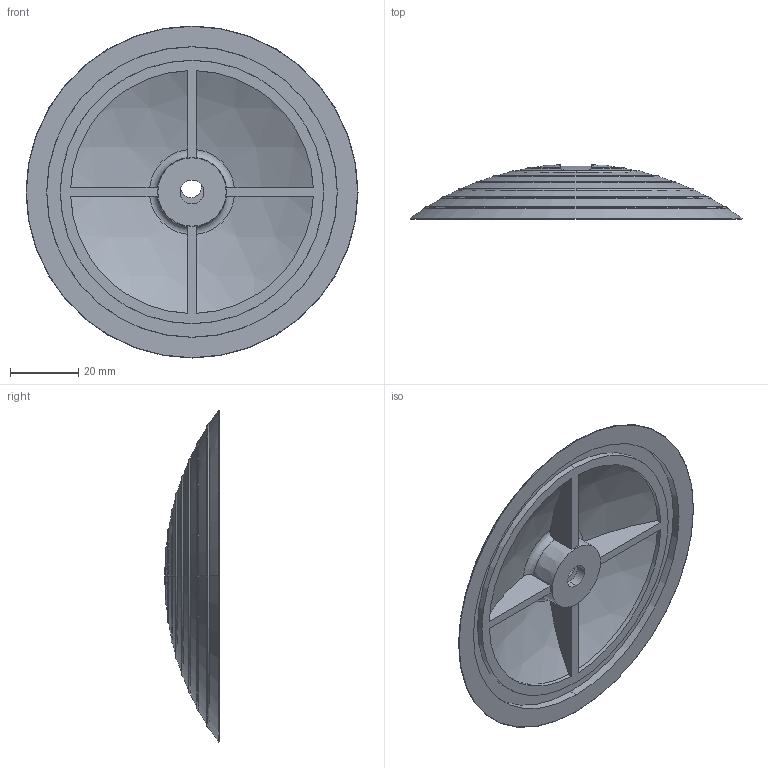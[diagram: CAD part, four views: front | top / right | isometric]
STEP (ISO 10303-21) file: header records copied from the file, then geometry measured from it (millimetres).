
FILE_DESCRIPTION (( 'STEP AP203' ), '1' );
FILE_NAME ('19194100d.STEP', '2021-01-12T07:46:46', ( '' ), ( '' ), 'SwSTEP 2.0', 'SolidWorks 2018', '' );
FILE_SCHEMA (( 'CONFIG_CONTROL_DESIGN' ));
Length unit declared in the file: millimetre
Products named in the file (1): 19194100d
Bounding box: 97.09 x 15.88 x 97.09 mm (x, y, z)
Volume: 39105.7 mm3; surface area: 19332.5 mm2
Topology: 1 solids, 1 shells, 111 faces, 319 edges, 212 vertices
Faces by surface type: sphere 40, torus 38, plane 16, cylinder 11, cone 6
Entity records: 4202 total; most frequent: CARTESIAN_POINT 1081, DIRECTION 731, ORIENTED_EDGE 638, AXIS2_PLACEMENT_3D 354, EDGE_CURVE 319, CIRCLE 242, VERTEX_POINT 212, EDGE_LOOP 115
